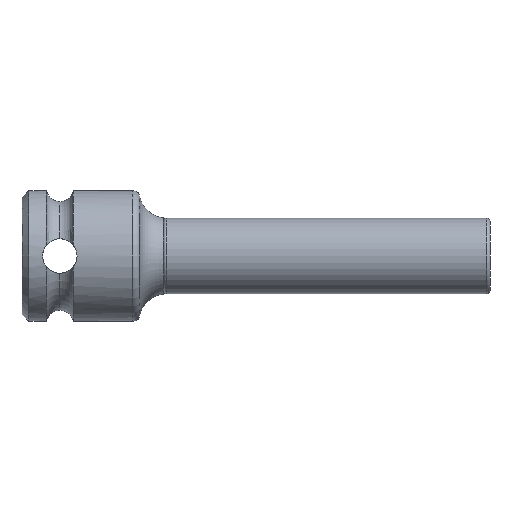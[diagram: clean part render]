
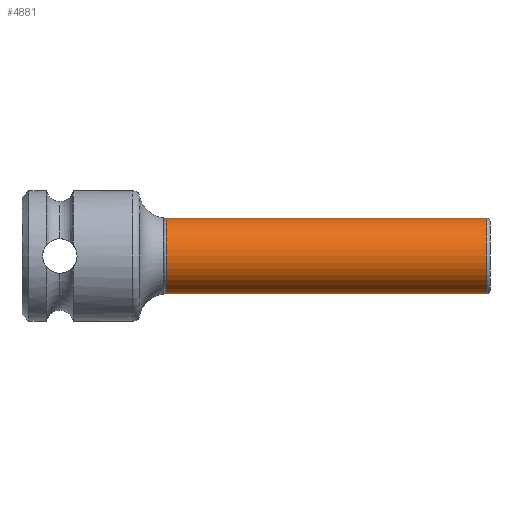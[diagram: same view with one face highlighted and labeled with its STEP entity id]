
A CAD part, left-side view. The second image highlights one B-rep face of the part: STEP entity #4881.
In plain terms, the highlighted cylindrical face has radius 5.5 mm (diameter 11 mm), a partial arc.
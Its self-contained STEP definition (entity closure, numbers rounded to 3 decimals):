
#2270=CARTESIAN_POINT('',(0.,47.,0.));
#2271=DIRECTION('',(0.,1.,0.));
#2272=DIRECTION('',(0.,0.,1.));
#2273=AXIS2_PLACEMENT_3D('',#2270,#2271,#2272);
#2286=DIRECTION('',(0.,1.,0.));
#2287=VECTOR('',#2286,46.567);
#2288=CARTESIAN_POINT('',(0.,0.433,-5.5));
#2289=LINE('',#2288,#2287);
#2293=DIRECTION('',(0.,1.,0.));
#2294=VECTOR('',#2293,46.567);
#2295=CARTESIAN_POINT('',(0.,0.433,5.5));
#2296=LINE('',#2295,#2294);
#2324=CARTESIAN_POINT('',(0.,0.433,0.));
#2325=DIRECTION('',(0.,-1.,0.));
#2326=DIRECTION('',(0.,0.,-1.));
#2327=AXIS2_PLACEMENT_3D('',#2324,#2325,#2326);
#4446=CARTESIAN_POINT('',(0.,47.,5.5));
#4447=CARTESIAN_POINT('',(0.,47.,-5.5));
#4448=VERTEX_POINT('',#4446);
#4449=VERTEX_POINT('',#4447);
#4470=CARTESIAN_POINT('',(0.,0.433,5.5));
#4471=VERTEX_POINT('',#4470);
#4542=CARTESIAN_POINT('',(0.,0.433,-5.5));
#4543=VERTEX_POINT('',#4542);
#4867=CARTESIAN_POINT('',(0.,47.5,0.));
#4868=DIRECTION('',(0.,-1.,0.));
#4869=DIRECTION('',(0.,0.,-1.));
#4870=AXIS2_PLACEMENT_3D('',#4867,#4868,#4869);
#4871=CYLINDRICAL_SURFACE('',#4870,5.5);
#4872=ORIENTED_EDGE('',*,*,#4850,.T.);
#4874=ORIENTED_EDGE('',*,*,#4873,.F.);
#4876=ORIENTED_EDGE('',*,*,#4875,.T.);
#4878=ORIENTED_EDGE('',*,*,#4877,.T.);
#4879=EDGE_LOOP('',(#4872,#4874,#4876,#4878));
#4880=FACE_OUTER_BOUND('',#4879,.F.);
#4881=ADVANCED_FACE('',(#4880),#4871,.T.);
#2274=CIRCLE('',#2273,5.5);
#2328=CIRCLE('',#2327,5.5);
#4850=EDGE_CURVE('',#4448,#4449,#2274,.T.);
#4873=EDGE_CURVE('',#4543,#4449,#2289,.T.);
#4875=EDGE_CURVE('',#4543,#4471,#2328,.T.);
#4877=EDGE_CURVE('',#4471,#4448,#2296,.T.);
